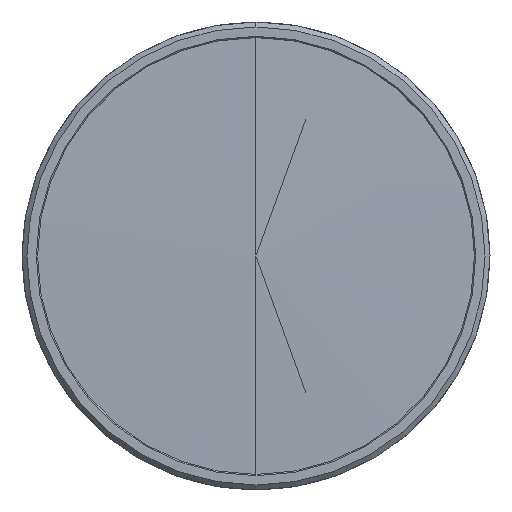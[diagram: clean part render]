
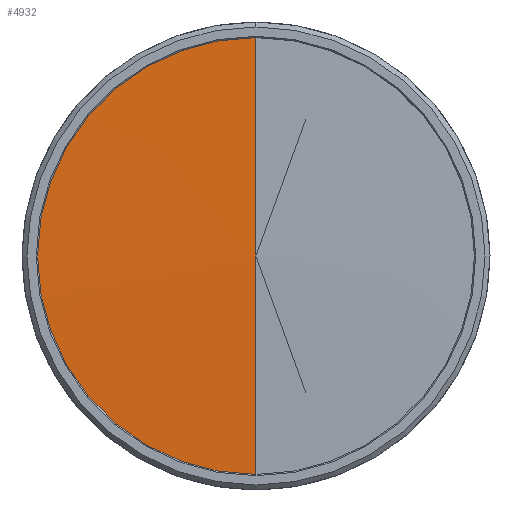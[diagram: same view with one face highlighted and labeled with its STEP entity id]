
A CAD part, left-side view. The second image highlights one B-rep face of the part: STEP entity #4932.
In plain terms, the highlighted conical face has half-angle 88.732 degrees and reference radius 90.379 mm.
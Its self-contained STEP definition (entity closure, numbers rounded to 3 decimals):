
#187 = DIRECTION ( 'NONE',  ( 1., 0., 0. ) ) ;
#188 = VERTEX_POINT ( 'NONE', #5279 ) ;
#320 = EDGE_CURVE ( 'NONE', #1287, #576, #2803, .T. ) ;
#576 = VERTEX_POINT ( 'NONE', #4777 ) ;
#586 = DIRECTION ( 'NONE',  ( 0., 0., -1. ) ) ;
#687 = LINE ( 'NONE', #2224, #2792 ) ;
#984 = DIRECTION ( 'NONE',  ( 1., 0., 0. ) ) ;
#1027 = CARTESIAN_POINT ( 'NONE',  ( 1.942, 0., 0. ) ) ;
#1287 = VERTEX_POINT ( 'NONE', #1485 ) ;
#1364 = EDGE_CURVE ( 'NONE', #188, #1287, #687, .T. ) ;
#1451 = CARTESIAN_POINT ( 'NONE',  ( 1.942, 0., 0. ) ) ;
#1485 = CARTESIAN_POINT ( 'NONE',  ( 1.942, 0., -87.75 ) ) ;
#1618 = CIRCLE ( 'NONE', #4090, 87.75 ) ;
#1899 = DIRECTION ( 'NONE',  ( 0., 0., -1. ) ) ;
#2216 = ORIENTED_EDGE ( 'NONE', *, *, #320, .F. ) ;
#2224 = CARTESIAN_POINT ( 'NONE',  ( 2., 0., -90.379 ) ) ;
#2418 = ORIENTED_EDGE ( 'NONE', *, *, #1364, .F. ) ;
#2457 = VECTOR ( 'NONE', #2956, 1000. ) ;
#2502 = FACE_OUTER_BOUND ( 'NONE', #3516, .T. ) ;
#2623 = ORIENTED_EDGE ( 'NONE', *, *, #2708, .F. ) ;
#2636 = CARTESIAN_POINT ( 'NONE',  ( 1.942, 0., 87.75 ) ) ;
#2644 = LINE ( 'NONE', #5465, #2457 ) ;
#2708 = EDGE_CURVE ( 'NONE', #576, #5295, #1618, .T. ) ;
#2727 = AXIS2_PLACEMENT_3D ( 'NONE', #4878, #984, #5277 ) ;
#2792 = VECTOR ( 'NONE', #3006, 1000. ) ;
#2803 = CIRCLE ( 'NONE', #3816, 87.75 ) ;
#2956 = DIRECTION ( 'NONE',  ( 0.022, 0., 1. ) ) ;
#3006 = DIRECTION ( 'NONE',  ( 0.022, 0., -1. ) ) ;
#3439 = EDGE_CURVE ( 'NONE', #188, #5295, #2644, .T. ) ;
#3516 = EDGE_LOOP ( 'NONE', ( #2418, #4719, #2623, #2216 ) ) ;
#3816 = AXIS2_PLACEMENT_3D ( 'NONE', #1451, #187, #586 ) ;
#4024 = DIRECTION ( 'NONE',  ( 1., 0., 0. ) ) ;
#4090 = AXIS2_PLACEMENT_3D ( 'NONE', #1027, #4024, #1899 ) ;
#4719 = ORIENTED_EDGE ( 'NONE', *, *, #3439, .T. ) ;
#4777 = CARTESIAN_POINT ( 'NONE',  ( 1.942, 87.75, 0. ) ) ;
#4878 = CARTESIAN_POINT ( 'NONE',  ( 2., 0., 0. ) ) ;
#4932 = ADVANCED_FACE ( 'NONE', ( #2502 ), #5520, .T. ) ;
#5277 = DIRECTION ( 'NONE',  ( 0., 0., -1. ) ) ;
#5279 = CARTESIAN_POINT ( 'NONE',  ( 0., 0., 0. ) ) ;
#5295 = VERTEX_POINT ( 'NONE', #2636 ) ;
#5465 = CARTESIAN_POINT ( 'NONE',  ( 2., 0., 90.379 ) ) ;
#5520 = CONICAL_SURFACE ( 'NONE', #2727, 90.379, 1.549 ) ;
